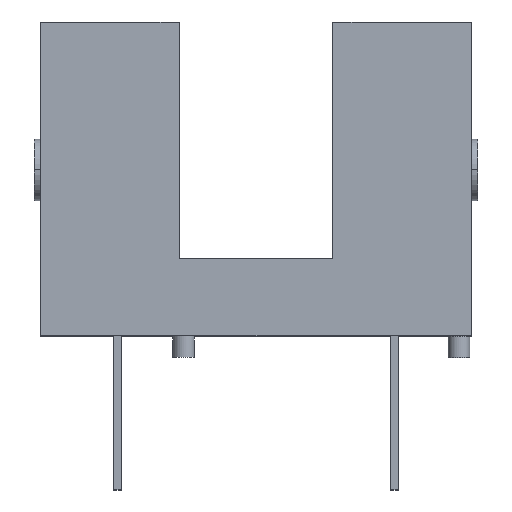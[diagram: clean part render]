
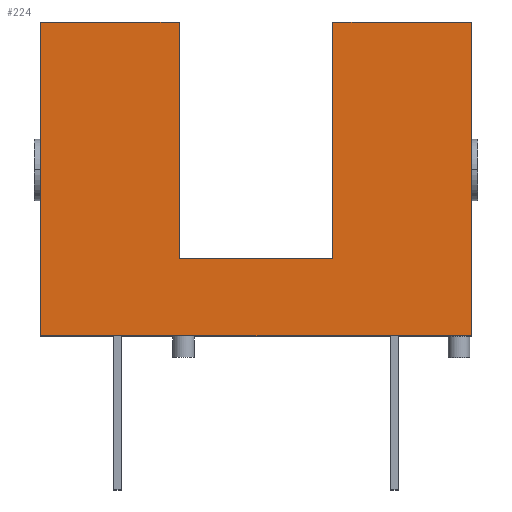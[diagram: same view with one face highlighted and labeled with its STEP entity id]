
A CAD part, top view. The second image highlights one B-rep face of the part: STEP entity #224.
In plain terms, the highlighted planar face has unit normal (0, 0, 1).
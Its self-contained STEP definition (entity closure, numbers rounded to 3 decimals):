
#224=ADVANCED_FACE('',(#548),#549,.T.);
#382=EDGE_CURVE('',#773,#774,#775,.T.);
#390=EDGE_CURVE('',#785,#773,#786,.T.);
#396=EDGE_CURVE('',#793,#785,#794,.T.);
#402=EDGE_CURVE('',#774,#801,#802,.T.);
#404=EDGE_CURVE('',#801,#804,#805,.T.);
#406=EDGE_CURVE('',#804,#807,#808,.T.);
#408=EDGE_CURVE('',#807,#810,#811,.T.);
#410=EDGE_CURVE('',#810,#793,#813,.T.);
#548=FACE_OUTER_BOUND('',#945,.T.);
#549=PLANE('',#946);
#773=VERTEX_POINT('',#1295);
#774=VERTEX_POINT('',#1296);
#775=LINE('',#1297,#1298);
#785=VERTEX_POINT('',#1315);
#786=LINE('',#1316,#1317);
#793=VERTEX_POINT('',#1329);
#794=LINE('',#1330,#1331);
#801=VERTEX_POINT('',#1343);
#802=LINE('',#1344,#1345);
#804=VERTEX_POINT('',#1348);
#805=LINE('',#1349,#1350);
#807=VERTEX_POINT('',#1353);
#808=LINE('',#1354,#1355);
#810=VERTEX_POINT('',#1358);
#811=LINE('',#1359,#1360);
#813=LINE('',#1363,#1364);
#945=EDGE_LOOP('',(#1663,#1664,#1665,#1666,#1667,#1668,#1669,#1670));
#946=AXIS2_PLACEMENT_3D('',#1671,#1672,#1673);
#1295=CARTESIAN_POINT('',(-2.5,2.5,3.0));
#1296=CARTESIAN_POINT('',(-2.5,10.2,3.0));
#1297=CARTESIAN_POINT('',(-2.5,6.3,3.0));
#1298=VECTOR('',#1870,1.0);
#1315=CARTESIAN_POINT('',(2.5,2.5,3.0));
#1316=CARTESIAN_POINT('',(0.0,2.5,3.0));
#1317=VECTOR('',#1874,1.0);
#1329=CARTESIAN_POINT('',(2.5,10.2,3.0));
#1330=CARTESIAN_POINT('',(2.5,6.3,3.0));
#1331=VECTOR('',#1877,1.0);
#1343=CARTESIAN_POINT('',(-7.0,10.2,3.0));
#1344=CARTESIAN_POINT('',(0.0,10.2,3.0));
#1345=VECTOR('',#1880,1.0);
#1348=CARTESIAN_POINT('',(-7.0,0.0,3.0));
#1349=CARTESIAN_POINT('',(-7.0,5.1,3.0));
#1350=VECTOR('',#1881,1.0);
#1353=CARTESIAN_POINT('',(7.0,0.0,3.0));
#1354=CARTESIAN_POINT('',(0.0,0.0,3.0));
#1355=VECTOR('',#1882,1.0);
#1358=CARTESIAN_POINT('',(7.0,10.2,3.0));
#1359=CARTESIAN_POINT('',(7.0,5.1,3.0));
#1360=VECTOR('',#1883,1.0);
#1363=CARTESIAN_POINT('',(0.0,10.2,3.0));
#1364=VECTOR('',#1884,1.0);
#1663=ORIENTED_EDGE('',*,*,#396,.T.);
#1664=ORIENTED_EDGE('',*,*,#390,.T.);
#1665=ORIENTED_EDGE('',*,*,#382,.T.);
#1666=ORIENTED_EDGE('',*,*,#402,.T.);
#1667=ORIENTED_EDGE('',*,*,#404,.T.);
#1668=ORIENTED_EDGE('',*,*,#406,.T.);
#1669=ORIENTED_EDGE('',*,*,#408,.T.);
#1670=ORIENTED_EDGE('',*,*,#410,.T.);
#1671=CARTESIAN_POINT('',(0.0,5.1,3.0));
#1672=DIRECTION('',(0.0,0.0,1.0));
#1673=DIRECTION('',(1.0,0.0,0.0));
#1870=DIRECTION('',(0.0,1.0,0.0));
#1874=DIRECTION('',(-1.0,0.0,0.0));
#1877=DIRECTION('',(0.0,-1.0,0.0));
#1880=DIRECTION('',(-1.0,0.0,0.0));
#1881=DIRECTION('',(0.0,-1.0,0.0));
#1882=DIRECTION('',(1.0,0.0,0.0));
#1883=DIRECTION('',(0.0,1.0,0.0));
#1884=DIRECTION('',(-1.0,0.0,0.0));
